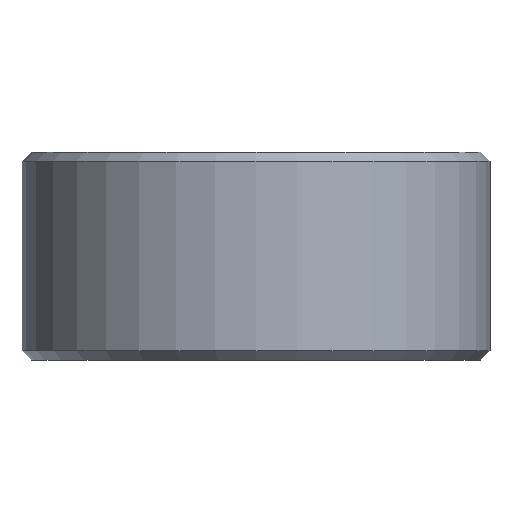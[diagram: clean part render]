
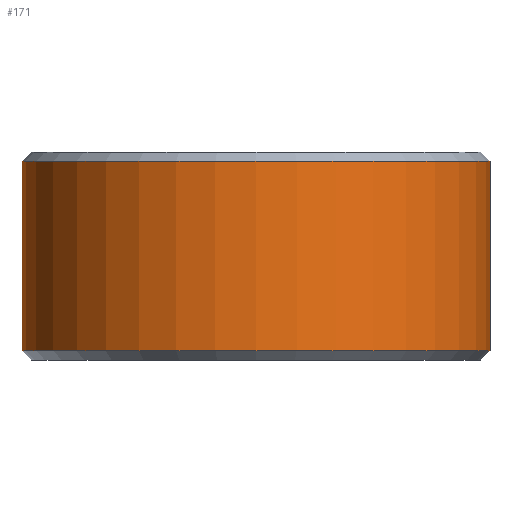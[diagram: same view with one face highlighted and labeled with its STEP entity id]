
A CAD part, front view. The second image highlights one B-rep face of the part: STEP entity #171.
In plain terms, the highlighted cylindrical face has radius 2.25 mm (diameter 4.5 mm), a partial arc.
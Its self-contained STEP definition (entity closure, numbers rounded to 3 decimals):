
#24=CYLINDRICAL_SURFACE('',#206,2.25);
#31=FACE_OUTER_BOUND('',#42,.T.);
#42=EDGE_LOOP('',(#138,#139,#140,#141));
#57=LINE('',#317,#66);
#58=LINE('',#318,#67);
#66=VECTOR('',#258,1000.);
#67=VECTOR('',#259,1000.);
#74=CIRCLE('',#201,2.25);
#76=CIRCLE('',#204,2.25);
#88=VERTEX_POINT('',#300);
#89=VERTEX_POINT('',#302);
#92=VERTEX_POINT('',#309);
#93=VERTEX_POINT('',#311);
#103=EDGE_CURVE('',#89,#88,#74,.T.);
#107=EDGE_CURVE('',#93,#92,#76,.T.);
#110=EDGE_CURVE('',#88,#93,#57,.T.);
#111=EDGE_CURVE('',#89,#92,#58,.T.);
#138=ORIENTED_EDGE('',*,*,#103,.T.);
#139=ORIENTED_EDGE('',*,*,#110,.T.);
#140=ORIENTED_EDGE('',*,*,#107,.T.);
#141=ORIENTED_EDGE('',*,*,#111,.F.);
#171=ADVANCED_FACE('',(#31),#24,.T.);
#201=AXIS2_PLACEMENT_3D('',#303,#242,#243);
#204=AXIS2_PLACEMENT_3D('',#312,#250,#251);
#206=AXIS2_PLACEMENT_3D('',#316,#256,#257);
#242=DIRECTION('center_axis',(0.,0.,1.));
#243=DIRECTION('ref_axis',(1.,0.,0.));
#250=DIRECTION('center_axis',(0.,0.,-1.));
#251=DIRECTION('ref_axis',(1.,0.,0.));
#256=DIRECTION('center_axis',(0.,0.,1.));
#257=DIRECTION('ref_axis',(1.,0.,0.));
#258=DIRECTION('',(0.,0.,1.));
#259=DIRECTION('',(0.,0.,1.));
#300=CARTESIAN_POINT('',(-2.25,0.,-0.91));
#302=CARTESIAN_POINT('',(2.25,0.,-0.91));
#303=CARTESIAN_POINT('Origin',(0.,0.,-0.91));
#309=CARTESIAN_POINT('',(2.25,0.,0.91));
#311=CARTESIAN_POINT('',(-2.25,0.,0.91));
#312=CARTESIAN_POINT('Origin',(0.,0.,0.91));
#316=CARTESIAN_POINT('Origin',(0.,0.,-1.));
#317=CARTESIAN_POINT('',(-2.25,0.,-1.));
#318=CARTESIAN_POINT('',(2.25,0.,-1.));
